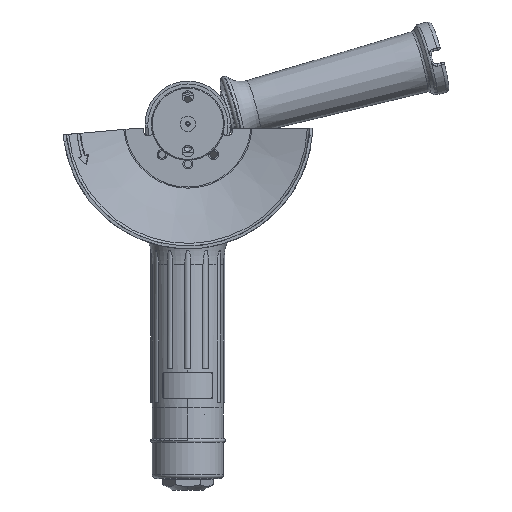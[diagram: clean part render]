
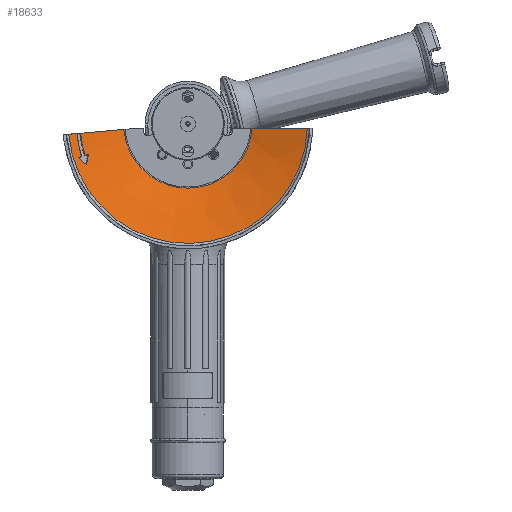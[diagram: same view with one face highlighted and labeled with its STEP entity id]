
A CAD part, front view. The second image highlights one B-rep face of the part: STEP entity #18633.
In plain terms, the highlighted conical face has half-angle 71.996 degrees and reference radius 50.46 mm.
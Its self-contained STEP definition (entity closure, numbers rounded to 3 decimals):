
#17703=CARTESIAN_POINT('',(0.,-29.698,194.3));
#17704=DIRECTION('',(0.,-1.,0.));
#17705=DIRECTION('',(-0.996,0.,-0.087));
#17706=AXIS2_PLACEMENT_3D('',#17703,#17704,#17705);
#17708=CARTESIAN_POINT('',(65.571,-39.551,191.8));
#17709=CARTESIAN_POINT('',(61.823,-38.334,191.8));
#17710=CARTESIAN_POINT('',(54.577,-35.981,191.8));
#17711=CARTESIAN_POINT('',(44.451,-32.694,191.8));
#17712=CARTESIAN_POINT('',(38.208,-30.669,191.8));
#17713=CARTESIAN_POINT('',(35.213,-29.698,191.8));
#17715=CARTESIAN_POINT('',(0.,-39.551,194.3));
#17716=DIRECTION('',(0.,-1.,0.));
#17717=DIRECTION('',(-0.996,0.,-0.087));
#17718=AXIS2_PLACEMENT_3D('',#17715,#17716,#17717);
#17720=DIRECTION('',(0.947,0.309,0.083));
#17721=VECTOR('',#17720,5.916);
#17722=CARTESIAN_POINT('',(-65.368,-39.551,
188.581));
#17723=LINE('',#17722,#17721);
#17724=CARTESIAN_POINT('',(-59.763,-37.722,
189.071));
#17725=CARTESIAN_POINT('',(-59.873,-37.758,
189.062));
#17726=CARTESIAN_POINT('',(-60.077,-37.826,
189.01));
#17727=CARTESIAN_POINT('',(-60.358,-37.922,
188.83));
#17728=CARTESIAN_POINT('',(-60.558,-37.994,
188.582));
#17729=CARTESIAN_POINT('',(-60.673,-38.041,
188.273));
#17730=CARTESIAN_POINT('',(-60.681,-38.05,188.073));
#17731=CARTESIAN_POINT('',(-60.671,-38.05,187.971));
#17733=CARTESIAN_POINT('',(0.,-38.05,194.3));
#17734=DIRECTION('',(0.,-1.,0.));
#17735=DIRECTION('',(-0.995,0.,-0.104));
#17736=AXIS2_PLACEMENT_3D('',#17733,#17734,#17735);
#17738=CARTESIAN_POINT('',(-58.312,-38.05,176.391));
#17739=CARTESIAN_POINT('',(-58.521,-38.122,
176.318));
#17740=CARTESIAN_POINT('',(-58.938,-38.266,
176.169));
#17741=CARTESIAN_POINT('',(-59.567,-38.482,
175.947));
#17742=CARTESIAN_POINT('',(-59.988,-38.627,
175.797));
#17743=CARTESIAN_POINT('',(-60.199,-38.7,175.723));
#17745=CARTESIAN_POINT('',(-60.199,-38.7,175.723));
#17746=CARTESIAN_POINT('',(-59.684,-38.582,
175.284));
#17747=CARTESIAN_POINT('',(-58.66,-38.353,
174.41));
#17748=CARTESIAN_POINT('',(-57.14,-38.028,
173.112));
#17749=CARTESIAN_POINT('',(-56.133,-37.824,
172.252));
#17750=CARTESIAN_POINT('',(-55.631,-37.725,171.824));
#17752=CARTESIAN_POINT('',(-55.631,-37.725,171.824));
#17753=CARTESIAN_POINT('',(-55.446,-37.548,
172.822));
#17754=CARTESIAN_POINT('',(-55.079,-37.208,
174.805));
#17755=CARTESIAN_POINT('',(-54.718,-36.897,
176.759));
#17756=CARTESIAN_POINT('',(-54.538,-36.75,177.729));
#17758=CARTESIAN_POINT('',(-54.538,-36.75,177.729));
#17759=CARTESIAN_POINT('',(-54.747,-36.822,
177.655));
#17760=CARTESIAN_POINT('',(-55.164,-36.966,
177.507));
#17761=CARTESIAN_POINT('',(-55.793,-37.182,
177.284));
#17762=CARTESIAN_POINT('',(-56.214,-37.327,
177.135));
#17763=CARTESIAN_POINT('',(-56.425,-37.4,177.06));
#17765=CARTESIAN_POINT('',(0.,-37.4,194.3));
#17766=DIRECTION('',(0.,-1.,0.));
#17767=DIRECTION('',(-0.995,0.,-0.104));
#17768=AXIS2_PLACEMENT_3D('',#17765,#17766,#17767);
#17770=CARTESIAN_POINT('',(-58.682,-37.4,188.179));
#17771=CARTESIAN_POINT('',(-58.692,-37.4,188.279));
#17772=CARTESIAN_POINT('',(-58.74,-37.409,
188.469));
#17773=CARTESIAN_POINT('',(-58.909,-37.455,
188.742));
#17774=CARTESIAN_POINT('',(-59.146,-37.526,
188.943));
#17775=CARTESIAN_POINT('',(-59.447,-37.62,
189.066));
#17776=CARTESIAN_POINT('',(-59.655,-37.687,
189.081));
#17777=CARTESIAN_POINT('',(-59.763,-37.722,
189.071));
#17779=DIRECTION('',(0.947,0.309,0.083));
#17780=VECTOR('',#17779,25.962);
#17781=CARTESIAN_POINT('',(-59.763,-37.722,
189.071));
#17782=LINE('',#17781,#17780);
#18380=CARTESIAN_POINT('',(-35.167,-29.698,
191.223));
#18381=CARTESIAN_POINT('',(35.213,-29.698,191.8));
#18382=VERTEX_POINT('',#18380);
#18383=VERTEX_POINT('',#18381);
#18392=CARTESIAN_POINT('',(-65.368,-39.551,
188.581));
#18393=CARTESIAN_POINT('',(65.571,-39.551,191.8));
#18394=VERTEX_POINT('',#18392);
#18395=VERTEX_POINT('',#18393);
#18422=CARTESIAN_POINT('',(-58.682,-37.4,188.179));
#18423=CARTESIAN_POINT('',(-56.425,-37.4,177.06));
#18424=VERTEX_POINT('',#18422);
#18425=VERTEX_POINT('',#18423);
#18426=VERTEX_POINT('',#17758);
#18427=VERTEX_POINT('',#17752);
#18428=VERTEX_POINT('',#17745);
#18429=VERTEX_POINT('',#17738);
#18430=CARTESIAN_POINT('',(-60.671,-38.05,187.971));
#18431=VERTEX_POINT('',#18430);
#18507=VERTEX_POINT('',#17777);
#18601=CARTESIAN_POINT('',(0.,-34.624,194.3));
#18602=DIRECTION('',(0.,-1.,0.));
#18603=DIRECTION('',(1.,0.,0.));
#18604=AXIS2_PLACEMENT_3D('',#18601,#18602,#18603);
#18605=CONICAL_SURFACE('',#18604,50.46,71.996);
#18606=ORIENTED_EDGE('',*,*,#18579,.T.);
#18608=ORIENTED_EDGE('',*,*,#18607,.F.);
#18610=ORIENTED_EDGE('',*,*,#18609,.F.);
#18612=ORIENTED_EDGE('',*,*,#18611,.T.);
#18614=ORIENTED_EDGE('',*,*,#18613,.T.);
#18616=ORIENTED_EDGE('',*,*,#18615,.T.);
#18618=ORIENTED_EDGE('',*,*,#18617,.T.);
#18620=ORIENTED_EDGE('',*,*,#18619,.T.);
#18622=ORIENTED_EDGE('',*,*,#18621,.T.);
#18624=ORIENTED_EDGE('',*,*,#18623,.T.);
#18626=ORIENTED_EDGE('',*,*,#18625,.F.);
#18628=ORIENTED_EDGE('',*,*,#18627,.T.);
#18630=ORIENTED_EDGE('',*,*,#18629,.T.);
#18631=EDGE_LOOP('',(#18606,#18608,#18610,#18612,#18614,#18616,#18618,#18620,
#18622,#18624,#18626,#18628,#18630));
#18632=FACE_OUTER_BOUND('',#18631,.F.);
#18633=ADVANCED_FACE('',(#18632),#18605,.F.);
#17707=CIRCLE('',#17706,35.301);
#17714=B_SPLINE_CURVE_WITH_KNOTS('',3,(#17708,#17709,#17710,#17711,#17712,
#17713),.UNSPECIFIED.,.F.,.F.,(4,1,1,4),(0.,0.333,
0.667,1.),.UNSPECIFIED.);
#17719=CIRCLE('',#17718,65.618);
#17732=B_SPLINE_CURVE_WITH_KNOTS('',3,(#17724,#17725,#17726,#17727,#17728,
#17729,#17730,#17731),.UNSPECIFIED.,.F.,.F.,(4,1,1,1,1,4),(0.,0.2,0.4,
0.6,0.8,1.),.UNSPECIFIED.);
#17737=CIRCLE('',#17736,61.);
#17744=B_SPLINE_CURVE_WITH_KNOTS('',3,(#17738,#17739,#17740,#17741,#17742,
#17743),.UNSPECIFIED.,.F.,.F.,(4,1,1,4),(0.,0.333,
0.667,1.),.UNSPECIFIED.);
#17751=B_SPLINE_CURVE_WITH_KNOTS('',3,(#17745,#17746,#17747,#17748,#17749,
#17750),.UNSPECIFIED.,.F.,.F.,(4,1,1,4),(0.,0.333,
0.667,1.),.UNSPECIFIED.);
#17757=B_SPLINE_CURVE_WITH_KNOTS('',3,(#17752,#17753,#17754,#17755,#17756),
.UNSPECIFIED.,.F.,.F.,(4,1,4),(0.,0.5,1.),.UNSPECIFIED.);
#17764=B_SPLINE_CURVE_WITH_KNOTS('',3,(#17758,#17759,#17760,#17761,#17762,
#17763),.UNSPECIFIED.,.F.,.F.,(4,1,1,4),(0.,0.333,
0.667,1.),.UNSPECIFIED.);
#17769=CIRCLE('',#17768,59.);
#17778=B_SPLINE_CURVE_WITH_KNOTS('',3,(#17770,#17771,#17772,#17773,#17774,
#17775,#17776,#17777),.UNSPECIFIED.,.F.,.F.,(4,1,1,1,1,4),(0.,0.2,0.4,
0.6,0.8,1.),.UNSPECIFIED.);
#18579=EDGE_CURVE('',#18382,#18383,#17707,.T.);
#18607=EDGE_CURVE('',#18395,#18383,#17714,.T.);
#18609=EDGE_CURVE('',#18394,#18395,#17719,.T.);
#18611=EDGE_CURVE('',#18394,#18507,#17723,.T.);
#18613=EDGE_CURVE('',#18507,#18431,#17732,.T.);
#18615=EDGE_CURVE('',#18431,#18429,#17737,.T.);
#18617=EDGE_CURVE('',#18429,#18428,#17744,.T.);
#18619=EDGE_CURVE('',#18428,#18427,#17751,.T.);
#18621=EDGE_CURVE('',#18427,#18426,#17757,.T.);
#18623=EDGE_CURVE('',#18426,#18425,#17764,.T.);
#18625=EDGE_CURVE('',#18424,#18425,#17769,.T.);
#18627=EDGE_CURVE('',#18424,#18507,#17778,.T.);
#18629=EDGE_CURVE('',#18507,#18382,#17782,.T.);
